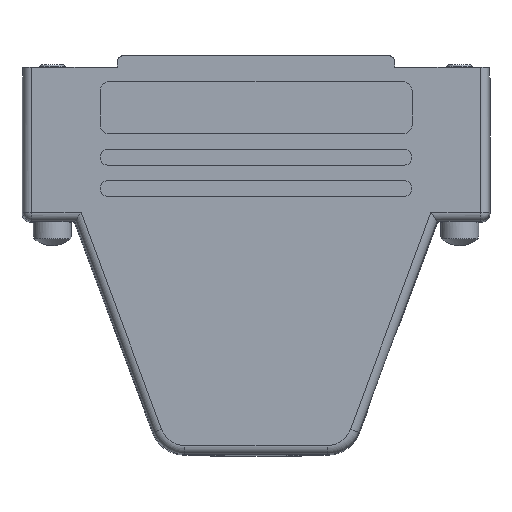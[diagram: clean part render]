
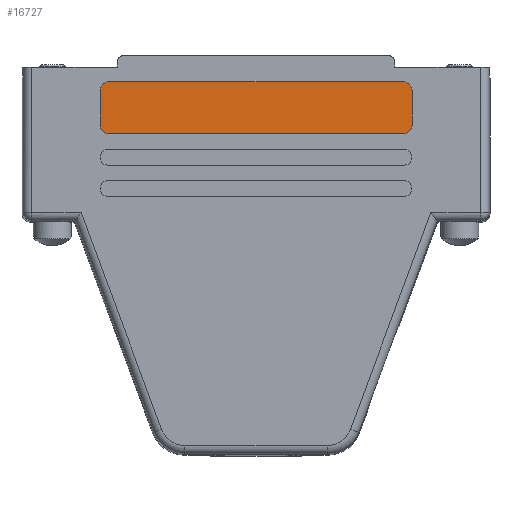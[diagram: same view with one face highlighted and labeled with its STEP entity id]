
A CAD part, front view. The second image highlights one B-rep face of the part: STEP entity #16727.
In plain terms, the highlighted planar face has unit normal (0, -1, 0).
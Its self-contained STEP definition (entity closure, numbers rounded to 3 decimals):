
#218 = DIRECTION ( 'NONE',  ( 0., 0., 1. ) ) ;
#430 = PLANE ( 'NONE',  #11923 ) ;
#728 = DIRECTION ( 'NONE',  ( 0., 0., 1. ) ) ;
#931 = AXIS2_PLACEMENT_3D ( 'NONE', #16262, #11633, #728 ) ;
#1206 = CARTESIAN_POINT ( 'NONE',  ( 17., -7.35, -7.809 ) ) ;
#2141 = CARTESIAN_POINT ( 'NONE',  ( 18., -7.35, -6.809 ) ) ;
#2153 = VERTEX_POINT ( 'NONE', #15478 ) ;
#2180 = CARTESIAN_POINT ( 'NONE',  ( -18., -7.35, -2.809 ) ) ;
#2609 = VERTEX_POINT ( 'NONE', #2141 ) ;
#3005 = CARTESIAN_POINT ( 'NONE',  ( -18., -7.35, -2.809 ) ) ;
#3015 = EDGE_CURVE ( 'NONE', #9059, #15205, #15569, .T. ) ;
#3224 = ORIENTED_EDGE ( 'NONE', *, *, #6650, .T. ) ;
#3269 = VECTOR ( 'NONE', #14911, 1000. ) ;
#3274 = EDGE_CURVE ( 'NONE', #10117, #2153, #14557, .T. ) ;
#3294 = CIRCLE ( 'NONE', #931, 1. ) ;
#3383 = CARTESIAN_POINT ( 'NONE',  ( 17., -7.35, -6.809 ) ) ;
#3741 = ORIENTED_EDGE ( 'NONE', *, *, #16438, .T. ) ;
#4037 = VERTEX_POINT ( 'NONE', #3005 ) ;
#4367 = DIRECTION ( 'NONE',  ( 1., 0., 0. ) ) ;
#5178 = LINE ( 'NONE', #11566, #3269 ) ;
#5202 = VERTEX_POINT ( 'NONE', #13573 ) ;
#5244 = VECTOR ( 'NONE', #14773, 1000. ) ;
#5260 = DIRECTION ( 'NONE',  ( 0., 1., 0. ) ) ;
#5751 = CARTESIAN_POINT ( 'NONE',  ( 18., -7.35, -2.809 ) ) ;
#6265 = CARTESIAN_POINT ( 'NONE',  ( 17., -7.35, -1.809 ) ) ;
#6343 = CARTESIAN_POINT ( 'NONE',  ( -17., -7.35, -2.809 ) ) ;
#6438 = ORIENTED_EDGE ( 'NONE', *, *, #16589, .T. ) ;
#6633 = DIRECTION ( 'NONE',  ( 0., -1., 0. ) ) ;
#6650 = EDGE_CURVE ( 'NONE', #13745, #10117, #11731, .T. ) ;
#6756 = CARTESIAN_POINT ( 'NONE',  ( -17., -7.35, -7.809 ) ) ;
#7067 = AXIS2_PLACEMENT_3D ( 'NONE', #9773, #6633, #16378 ) ;
#7185 = ORIENTED_EDGE ( 'NONE', *, *, #3274, .T. ) ;
#7267 = AXIS2_PLACEMENT_3D ( 'NONE', #3383, #8220, #11343 ) ;
#8143 = ORIENTED_EDGE ( 'NONE', *, *, #3015, .T. ) ;
#8220 = DIRECTION ( 'NONE',  ( 0., -1., 0. ) ) ;
#8600 = CIRCLE ( 'NONE', #12253, 1. ) ;
#8676 = EDGE_CURVE ( 'NONE', #2609, #13745, #5178, .T. ) ;
#9059 = VERTEX_POINT ( 'NONE', #6756 ) ;
#9491 = EDGE_CURVE ( 'NONE', #4037, #5202, #16156, .T. ) ;
#9659 = DIRECTION ( 'NONE',  ( -1., 0., 0. ) ) ;
#9733 = ORIENTED_EDGE ( 'NONE', *, *, #8676, .T. ) ;
#9773 = CARTESIAN_POINT ( 'NONE',  ( 17., -7.35, -2.809 ) ) ;
#10021 = ORIENTED_EDGE ( 'NONE', *, *, #9491, .T. ) ;
#10117 = VERTEX_POINT ( 'NONE', #6265 ) ;
#10407 = CARTESIAN_POINT ( 'NONE',  ( 17., -7.35, -7.809 ) ) ;
#11343 = DIRECTION ( 'NONE',  ( 0., 0., 1. ) ) ;
#11566 = CARTESIAN_POINT ( 'NONE',  ( 18., -7.35, -2.809 ) ) ;
#11633 = DIRECTION ( 'NONE',  ( 0., -1., 0. ) ) ;
#11731 = CIRCLE ( 'NONE', #7067, 1. ) ;
#11923 = AXIS2_PLACEMENT_3D ( 'NONE', #13209, #5260, #18064 ) ;
#12253 = AXIS2_PLACEMENT_3D ( 'NONE', #6343, #14484, #218 ) ;
#12679 = CARTESIAN_POINT ( 'NONE',  ( 17., -7.35, -1.809 ) ) ;
#13198 = EDGE_CURVE ( 'NONE', #5202, #9059, #3294, .T. ) ;
#13209 = CARTESIAN_POINT ( 'NONE',  ( 17., -7.35, -2.809 ) ) ;
#13573 = CARTESIAN_POINT ( 'NONE',  ( -18., -7.35, -6.809 ) ) ;
#13745 = VERTEX_POINT ( 'NONE', #5751 ) ;
#14484 = DIRECTION ( 'NONE',  ( 0., -1., 0. ) ) ;
#14557 = LINE ( 'NONE', #12679, #18710 ) ;
#14688 = VECTOR ( 'NONE', #4367, 1000. ) ;
#14773 = DIRECTION ( 'NONE',  ( 0., 0., -1. ) ) ;
#14911 = DIRECTION ( 'NONE',  ( 0., 0., 1. ) ) ;
#15205 = VERTEX_POINT ( 'NONE', #10407 ) ;
#15478 = CARTESIAN_POINT ( 'NONE',  ( -17., -7.35, -1.809 ) ) ;
#15569 = LINE ( 'NONE', #1206, #14688 ) ;
#16156 = LINE ( 'NONE', #2180, #5244 ) ;
#16262 = CARTESIAN_POINT ( 'NONE',  ( -17., -7.35, -6.809 ) ) ;
#16290 = CIRCLE ( 'NONE', #7267, 1. ) ;
#16378 = DIRECTION ( 'NONE',  ( 0., 0., 1. ) ) ;
#16438 = EDGE_CURVE ( 'NONE', #2153, #4037, #8600, .T. ) ;
#16589 = EDGE_CURVE ( 'NONE', #15205, #2609, #16290, .T. ) ;
#16727 = ADVANCED_FACE ( 'NONE', ( #19830 ), #430, .F. ) ;
#17238 = ORIENTED_EDGE ( 'NONE', *, *, #13198, .T. ) ;
#18064 = DIRECTION ( 'NONE',  ( 0., 0., 1. ) ) ;
#18662 = EDGE_LOOP ( 'NONE', ( #3224, #7185, #3741, #10021, #17238, #8143, #6438, #9733 ) ) ;
#18710 = VECTOR ( 'NONE', #9659, 1000. ) ;
#19830 = FACE_OUTER_BOUND ( 'NONE', #18662, .T. ) ;
